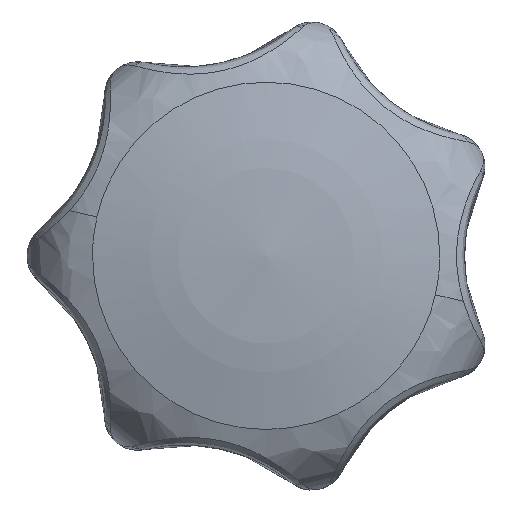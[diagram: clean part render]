
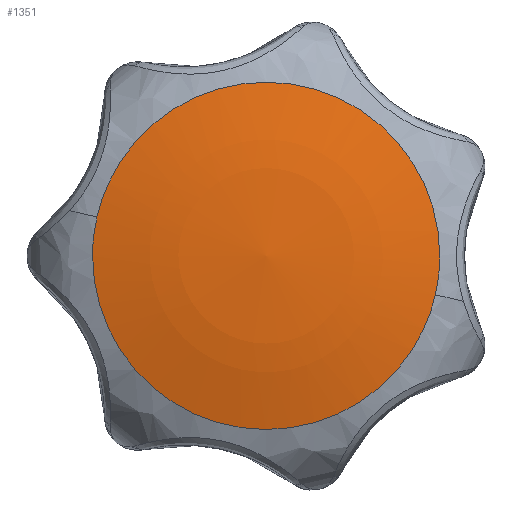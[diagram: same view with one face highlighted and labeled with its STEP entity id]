
A CAD part, top view. The second image highlights one B-rep face of the part: STEP entity #1351.
In plain terms, the highlighted free-form (B-spline) face has degree [2, 2] with [4, 4] control points.
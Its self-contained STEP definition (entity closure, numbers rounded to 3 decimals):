
#1234=CARTESIAN_POINT('',(-19.561,-19.558,28.787));
#1235=CARTESIAN_POINT('',(-9.951,-19.9,31.349));
#1236=CARTESIAN_POINT('',(9.951,-19.9,31.349));
#1237=CARTESIAN_POINT('',(19.561,-19.558,28.787));
#1238=CARTESIAN_POINT('',(-19.902,-9.95,31.348));
#1239=CARTESIAN_POINT('',(-10.128,-10.126,34.));
#1240=CARTESIAN_POINT('',(10.128,-10.126,34.));
#1241=CARTESIAN_POINT('',(19.902,-9.95,31.348));
#1242=CARTESIAN_POINT('',(-19.902,9.95,31.348));
#1243=CARTESIAN_POINT('',(-10.128,10.126,34.));
#1244=CARTESIAN_POINT('',(10.128,10.126,34.));
#1245=CARTESIAN_POINT('',(19.902,9.95,31.348));
#1246=CARTESIAN_POINT('',(-19.561,19.558,28.787));
#1247=CARTESIAN_POINT('',(-9.951,19.9,31.349));
#1248=CARTESIAN_POINT('',(9.951,19.9,31.349));
#1249=CARTESIAN_POINT('',(19.561,19.558,28.787));
#1257=(BOUNDED_SURFACE()B_SPLINE_SURFACE(2,2,((#1234,#1238,#1242,#1246),(#1235,#1239,#1243,#1247),(#1236,#1240,#1244,#1248),(#1237,#1241,#1245,#1249)),.UNSPECIFIED.,.F.,.F.,.U.)B_SPLINE_SURFACE_WITH_KNOTS((3,1,3),(3,1,3),(18.03,37.644,57.258),(18.033,37.644,57.256),.UNSPECIFIED.)GEOMETRIC_REPRESENTATION_ITEM()RATIONAL_B_SPLINE_SURFACE(((1.036,1.018,1.018,1.036),(1.018,1.0,1.0,1.018),(1.018,1.0,1.0,1.018),(1.036,1.018,1.018,1.036)))REPRESENTATION_ITEM('')SURFACE());
#1258=CARTESIAN_POINT('',(-18.149,0.0,31.801));
#1259=VERTEX_POINT('',#1258);
#1260=CARTESIAN_POINT('',(17.687,-4.07,31.801));
#1261=VERTEX_POINT('',#1260);
#1262=CARTESIAN_POINT('',(-18.149,0.0,31.801));
#1263=CARTESIAN_POINT('',(-18.149,-1.275,31.801));
#1264=CARTESIAN_POINT('',(-17.96,-3.066,31.801));
#1265=CARTESIAN_POINT('',(-17.346,-5.436,31.801));
#1266=CARTESIAN_POINT('',(-16.766,-7.024,31.801));
#1267=CARTESIAN_POINT('',(-15.917,-8.796,31.801));
#1268=CARTESIAN_POINT('',(-14.879,-10.468,31.801));
#1269=CARTESIAN_POINT('',(-13.479,-12.219,31.801));
#1270=CARTESIAN_POINT('',(-12.05,-13.622,31.801));
#1271=CARTESIAN_POINT('',(-10.477,-14.857,31.801));
#1272=CARTESIAN_POINT('',(-8.584,-16.059,31.801));
#1273=CARTESIAN_POINT('',(-6.38,-17.06,31.801));
#1274=CARTESIAN_POINT('',(-3.728,-17.826,31.801));
#1275=CARTESIAN_POINT('',(-1.263,-18.17,31.801));
#1276=CARTESIAN_POINT('',(1.533,-18.152,31.801));
#1277=CARTESIAN_POINT('',(3.958,-17.774,31.801));
#1278=CARTESIAN_POINT('',(6.071,-17.134,31.801));
#1279=CARTESIAN_POINT('',(7.857,-16.398,31.801));
#1280=CARTESIAN_POINT('',(9.587,-15.462,31.801));
#1281=CARTESIAN_POINT('',(11.502,-14.107,31.801));
#1282=CARTESIAN_POINT('',(13.48,-12.277,31.801));
#1283=CARTESIAN_POINT('',(15.28,-9.952,31.801));
#1284=CARTESIAN_POINT('',(16.779,-7.149,31.801));
#1285=CARTESIAN_POINT('',(17.432,-5.178,31.801));
#1286=CARTESIAN_POINT('',(17.687,-4.07,31.801));
#1287=B_SPLINE_CURVE_WITH_KNOTS('',3,(#1262,#1263,#1264,#1265,#1266,#1267,#1268,#1269,#1270,#1271,#1272,#1273,#1274,#1275,#1276,#1277,#1278,#1279,#1280,#1281,#1282,#1283,#1284,#1285,#1286),.UNSPECIFIED.,.F.,.U.,(4,1,1,1,1,1,1,1,1,1,1,1,1,1,1,1,1,1,1,1,1,1,4),(0.,3.824,5.374,7.337,8.888,11.265,13.228,15.605,17.259,19.222,22.322,24.493,27.49,29.763,32.864,34.827,36.377,38.651,40.718,43.405,46.712,49.502,52.912),.UNSPECIFIED.);
#1288=EDGE_CURVE('',#1259,#1261,#1287,.T.);
#1289=ORIENTED_EDGE('',*,*,#1288,.T.);
#1290=CARTESIAN_POINT('',(18.149,0.0,31.801));
#1291=VERTEX_POINT('',#1290);
#1292=CARTESIAN_POINT('',(17.687,-4.07,31.801));
#1293=CARTESIAN_POINT('',(18.149,-2.061,31.801));
#1294=CARTESIAN_POINT('',(18.149,0.0,31.801));
#1302=(BOUNDED_CURVE()B_SPLINE_CURVE(2,(#1292,#1293,#1294),.UNSPECIFIED.,.F.,.U.)B_SPLINE_CURVE_WITH_KNOTS((3,3),(0.462,0.5),.UNSPECIFIED.)CURVE()GEOMETRIC_REPRESENTATION_ITEM()RATIONAL_B_SPLINE_CURVE((0.924,0.955,1.0))REPRESENTATION_ITEM(''));
#1303=EDGE_CURVE('',#1261,#1291,#1302,.T.);
#1304=ORIENTED_EDGE('',*,*,#1303,.T.);
#1305=CARTESIAN_POINT('',(-17.687,4.07,31.801));
#1306=VERTEX_POINT('',#1305);
#1307=CARTESIAN_POINT('',(18.149,0.0,31.801));
#1308=CARTESIAN_POINT('',(18.149,1.206,31.801));
#1309=CARTESIAN_POINT('',(17.98,2.894,31.801));
#1310=CARTESIAN_POINT('',(17.368,5.406,31.801));
#1311=CARTESIAN_POINT('',(16.556,7.61,31.801));
#1312=CARTESIAN_POINT('',(15.13,10.178,31.801));
#1313=CARTESIAN_POINT('',(13.445,12.284,31.801));
#1314=CARTESIAN_POINT('',(11.835,13.795,31.801));
#1315=CARTESIAN_POINT('',(10.418,14.894,31.801));
#1316=CARTESIAN_POINT('',(8.817,15.911,31.801));
#1317=CARTESIAN_POINT('',(7.138,16.72,31.801));
#1318=CARTESIAN_POINT('',(5.065,17.476,31.801));
#1319=CARTESIAN_POINT('',(3.045,17.948,31.801));
#1320=CARTESIAN_POINT('',(0.882,18.156,31.801));
#1321=CARTESIAN_POINT('',(-0.911,18.155,31.801));
#1322=CARTESIAN_POINT('',(-2.765,17.973,31.801));
#1323=CARTESIAN_POINT('',(-4.96,17.515,31.801));
#1324=CARTESIAN_POINT('',(-7.469,16.629,31.801));
#1325=CARTESIAN_POINT('',(-10.075,15.199,31.801));
#1326=CARTESIAN_POINT('',(-12.378,13.374,31.801));
#1327=CARTESIAN_POINT('',(-14.204,11.393,31.801));
#1328=CARTESIAN_POINT('',(-15.48,9.547,31.801));
#1329=CARTESIAN_POINT('',(-16.428,7.786,31.801));
#1330=CARTESIAN_POINT('',(-17.156,6.034,31.801));
#1331=CARTESIAN_POINT('',(-17.532,4.742,31.801));
#1332=CARTESIAN_POINT('',(-17.687,4.07,31.801));
#1333=B_SPLINE_CURVE_WITH_KNOTS('',3,(#1307,#1308,#1309,#1310,#1311,#1312,#1313,#1314,#1315,#1316,#1317,#1318,#1319,#1320,#1321,#1322,#1323,#1324,#1325,#1326,#1327,#1328,#1329,#1330,#1331,#1332),.UNSPECIFIED.,.F.,.U.,(4,1,1,1,1,1,1,1,1,1,1,1,1,1,1,1,1,1,1,1,1,1,1,4),(0.,3.617,5.064,7.751,10.644,13.848,15.812,17.259,19.222,21.496,22.839,25.836,27.696,29.35,31.21,33.277,36.067,39.168,42.165,44.852,47.228,48.882,50.845,52.912),.UNSPECIFIED.);
#1334=EDGE_CURVE('',#1291,#1306,#1333,.T.);
#1335=ORIENTED_EDGE('',*,*,#1334,.T.);
#1336=CARTESIAN_POINT('',(-17.687,4.07,31.801));
#1337=CARTESIAN_POINT('',(-18.149,2.061,31.801));
#1338=CARTESIAN_POINT('',(-18.149,0.0,31.801));
#1346=(BOUNDED_CURVE()B_SPLINE_CURVE(2,(#1336,#1337,#1338),.UNSPECIFIED.,.F.,.U.)B_SPLINE_CURVE_WITH_KNOTS((3,3),(0.962,1.0),.UNSPECIFIED.)CURVE()GEOMETRIC_REPRESENTATION_ITEM()RATIONAL_B_SPLINE_CURVE((0.924,0.955,1.0))REPRESENTATION_ITEM(''));
#1347=EDGE_CURVE('',#1306,#1259,#1346,.T.);
#1348=ORIENTED_EDGE('',*,*,#1347,.T.);
#1349=EDGE_LOOP('',(#1289,#1304,#1335,#1348));
#1350=FACE_OUTER_BOUND('',#1349,.T.);
#1351=ADVANCED_FACE('',(#1350),#1257,.T.);
